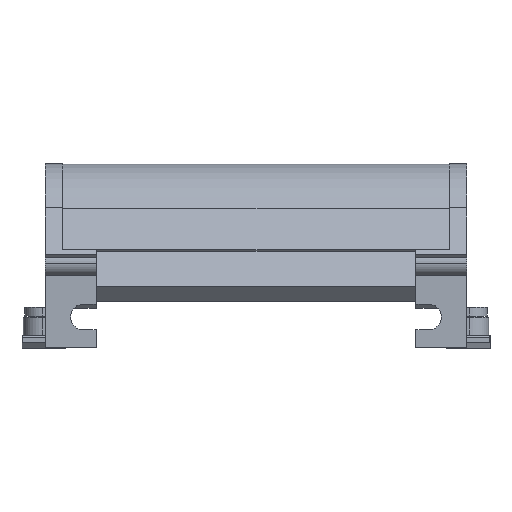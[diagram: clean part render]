
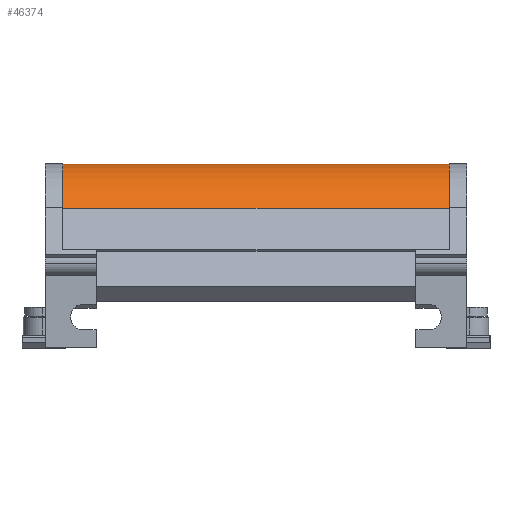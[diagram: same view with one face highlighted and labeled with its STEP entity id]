
A CAD part, top view. The second image highlights one B-rep face of the part: STEP entity #46374.
In plain terms, the highlighted cylindrical face has radius 29.9 mm (diameter 59.8 mm), a partial arc.
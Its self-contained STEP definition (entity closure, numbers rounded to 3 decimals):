
#2181 = DIRECTION ( 'NONE',  ( 0., 0., -1. ) ) ;
#2419 = CARTESIAN_POINT ( 'NONE',  ( -287.18, 10.749, 72.346 ) ) ;
#4606 = ORIENTED_EDGE ( 'NONE', *, *, #49709, .T. ) ;
#6712 = AXIS2_PLACEMENT_3D ( 'NONE', #26338, #22462, #2181 ) ;
#7396 = ORIENTED_EDGE ( 'NONE', *, *, #44457, .T. ) ;
#7666 = VECTOR ( 'NONE', #42708, 1000. ) ;
#8857 = DIRECTION ( 'NONE',  ( 0., 0., 1. ) ) ;
#8963 = VERTEX_POINT ( 'NONE', #30139 ) ;
#9486 = FACE_OUTER_BOUND ( 'NONE', #24548, .T. ) ;
#11214 = ORIENTED_EDGE ( 'NONE', *, *, #27147, .F. ) ;
#14698 = ORIENTED_EDGE ( 'NONE', *, *, #29763, .T. ) ;
#15562 = CARTESIAN_POINT ( 'NONE',  ( -150., -1.888, 45.247 ) ) ;
#17296 = VERTEX_POINT ( 'NONE', #39184 ) ;
#18584 = CARTESIAN_POINT ( 'NONE',  ( -287.18, 28.012, 45.247 ) ) ;
#21240 = CIRCLE ( 'NONE', #47696, 29.9 ) ;
#22462 = DIRECTION ( 'NONE',  ( 1., 0., 0. ) ) ;
#24548 = EDGE_LOOP ( 'NONE', ( #11214, #14698, #7396, #4606 ) ) ;
#24688 = DIRECTION ( 'NONE',  ( 0., 0., -1. ) ) ;
#25331 = LINE ( 'NONE', #18584, #7666 ) ;
#26338 = CARTESIAN_POINT ( 'NONE',  ( -287.18, -1.888, 45.247 ) ) ;
#27147 = EDGE_CURVE ( 'NONE', #32663, #17296, #25331, .T. ) ;
#28945 = CARTESIAN_POINT ( 'NONE',  ( -150., 28.012, 45.247 ) ) ;
#29763 = EDGE_CURVE ( 'NONE', #32663, #46024, #21240, .T. ) ;
#30139 = CARTESIAN_POINT ( 'NONE',  ( 1., 10.749, 72.346 ) ) ;
#31816 = CARTESIAN_POINT ( 'NONE',  ( 1., -1.888, 45.247 ) ) ;
#32663 = VERTEX_POINT ( 'NONE', #28945 ) ;
#33422 = CYLINDRICAL_SURFACE ( 'NONE', #6712, 29.9 ) ;
#33616 = CIRCLE ( 'NONE', #46832, 29.9 ) ;
#35685 = DIRECTION ( 'NONE',  ( 1., 0., 0. ) ) ;
#38789 = VECTOR ( 'NONE', #42579, 1000. ) ;
#39184 = CARTESIAN_POINT ( 'NONE',  ( 1., 28.012, 45.247 ) ) ;
#42579 = DIRECTION ( 'NONE',  ( 1., 0., 0. ) ) ;
#42708 = DIRECTION ( 'NONE',  ( 1., 0., 0. ) ) ;
#44457 = EDGE_CURVE ( 'NONE', #46024, #8963, #47928, .T. ) ;
#44856 = CARTESIAN_POINT ( 'NONE',  ( -150., 10.749, 72.346 ) ) ;
#46024 = VERTEX_POINT ( 'NONE', #44856 ) ;
#46374 = ADVANCED_FACE ( 'NONE', ( #9486 ), #33422, .T. ) ;
#46832 = AXIS2_PLACEMENT_3D ( 'NONE', #31816, #48722, #8857 ) ;
#47696 = AXIS2_PLACEMENT_3D ( 'NONE', #15562, #35685, #24688 ) ;
#47928 = LINE ( 'NONE', #2419, #38789 ) ;
#48722 = DIRECTION ( 'NONE',  ( -1., 0., 0. ) ) ;
#49709 = EDGE_CURVE ( 'NONE', #8963, #17296, #33616, .T. ) ;
